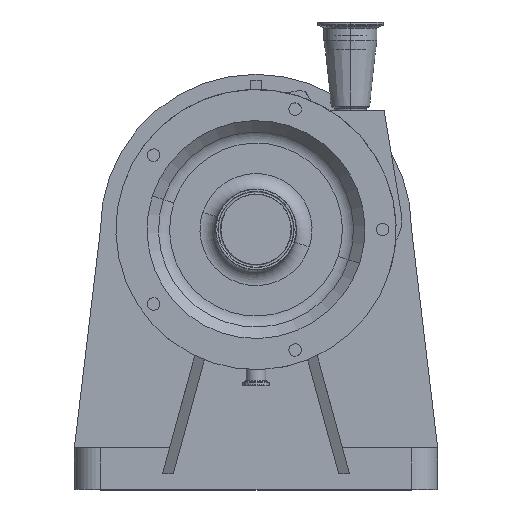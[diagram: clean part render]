
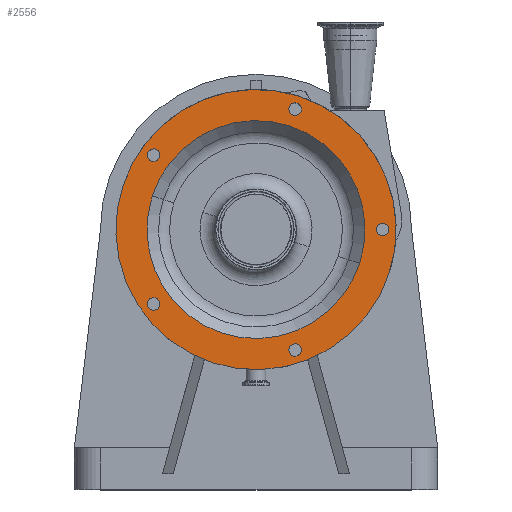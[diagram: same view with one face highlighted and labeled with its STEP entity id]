
A CAD part, top view. The second image highlights one B-rep face of the part: STEP entity #2556.
In plain terms, the highlighted planar face has unit normal (0, 0, 1).
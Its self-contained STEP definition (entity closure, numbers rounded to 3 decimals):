
#1038 = CARTESIAN_POINT ( 'NONE',  ( 0., 0., 284. ) ) ;
#1039 = CIRCLE ( 'NONE', #1041, 135. ) ;
#1040 = DIRECTION ( 'NONE',  ( 0., 0., 1. ) ) ;
#1041 = AXIS2_PLACEMENT_3D ( 'NONE', #1038, #1040, #1042 ) ;
#1042 = DIRECTION ( 'NONE',  ( 0.951, -0.309, 0. ) ) ;
#1053 = DIRECTION ( 'NONE',  ( -0.951, -0.309, 0. ) ) ;
#1054 = DIRECTION ( 'NONE',  ( 0., 0., 1. ) ) ;
#1058 = AXIS2_PLACEMENT_3D ( 'NONE', #1059, #1054, #1053 ) ;
#1059 = CARTESIAN_POINT ( 'NONE',  ( 37.7, -116.029, 284. ) ) ;
#1063 = CIRCLE ( 'NONE', #1058, 6. ) ;
#1073 = CIRCLE ( 'NONE', #1173, 6. ) ;
#1089 = CARTESIAN_POINT ( 'NONE',  ( 0., 0., 284. ) ) ;
#1090 = AXIS2_PLACEMENT_3D ( 'NONE', #1089, #1114, #1113 ) ;
#1100 = DIRECTION ( 'NONE',  ( 0.951, -0.309, 0. ) ) ;
#1101 = DIRECTION ( 'NONE',  ( 0., 0., 1. ) ) ;
#1102 = CARTESIAN_POINT ( 'NONE',  ( 37.7, 116.029, 284. ) ) ;
#1103 = AXIS2_PLACEMENT_3D ( 'NONE', #1102, #1101, #1100 ) ;
#1104 = CIRCLE ( 'NONE', #1090, 105. ) ;
#1113 = DIRECTION ( 'NONE',  ( 0.951, -0.309, 0. ) ) ;
#1114 = DIRECTION ( 'NONE',  ( 0., 0., 1. ) ) ;
#1116 = CIRCLE ( 'NONE', #1199, 6. ) ;
#1117 = DIRECTION ( 'NONE',  ( 0.588, 0.809, 0. ) ) ;
#1118 = DIRECTION ( 'NONE',  ( 0., 0., 1. ) ) ;
#1119 = CARTESIAN_POINT ( 'NONE',  ( -98.7, 71.71, 284. ) ) ;
#1120 = AXIS2_PLACEMENT_3D ( 'NONE', #1119, #1118, #1117 ) ;
#1124 = DIRECTION ( 'NONE',  ( 0., -1., 0. ) ) ;
#1125 = DIRECTION ( 'NONE',  ( 0., 0., 1. ) ) ;
#1126 = CARTESIAN_POINT ( 'NONE',  ( 122., 0., 284. ) ) ;
#1138 = DIRECTION ( 'NONE',  ( -0.951, 0.309, 0. ) ) ;
#1139 = DIRECTION ( 'NONE',  ( 0., 0., -1. ) ) ;
#1140 = CARTESIAN_POINT ( 'NONE',  ( 12.052, 37.091, 284. ) ) ;
#1148 = FACE_BOUND ( 'NONE', #2575, .T. ) ;
#1149 = FACE_OUTER_BOUND ( 'NONE', #2588, .T. ) ;
#1150 = PLANE ( 'NONE',  #1153 ) ;
#1151 = FACE_BOUND ( 'NONE', #2569, .T. ) ;
#1153 = AXIS2_PLACEMENT_3D ( 'NONE', #1140, #1139, #1138 ) ;
#1157 = CIRCLE ( 'NONE', #1103, 6. ) ;
#1173 = AXIS2_PLACEMENT_3D ( 'NONE', #1126, #1125, #1124 ) ;
#1174 = CIRCLE ( 'NONE', #1120, 6. ) ;
#1188 = FACE_BOUND ( 'NONE', #2501, .T. ) ;
#1189 = FACE_BOUND ( 'NONE', #2519, .T. ) ;
#1193 = FACE_BOUND ( 'NONE', #2550, .T. ) ;
#1195 = FACE_BOUND ( 'NONE', #2515, .T. ) ;
#1196 = DIRECTION ( 'NONE',  ( -0.588, 0.809, 0. ) ) ;
#1197 = DIRECTION ( 'NONE',  ( 0., 0., 1. ) ) ;
#1198 = CARTESIAN_POINT ( 'NONE',  ( -98.7, -71.71, 284. ) ) ;
#1199 = AXIS2_PLACEMENT_3D ( 'NONE', #1198, #1197, #1196 ) ;
#2501 = EDGE_LOOP ( 'NONE', ( #2551, #2614 ) ) ;
#2506 = ORIENTED_EDGE ( 'NONE', *, *, #2539, .F. ) ;
#2508 = ORIENTED_EDGE ( 'NONE', *, *, #3277, .F. ) ;
#2509 = EDGE_CURVE ( 'NONE', #3322, #3339, #1063, .T. ) ;
#2515 = EDGE_LOOP ( 'NONE', ( #2506, #2565 ) ) ;
#2519 = EDGE_LOOP ( 'NONE', ( #2597, #2583 ) ) ;
#2529 = ORIENTED_EDGE ( 'NONE', *, *, #2542, .F. ) ;
#2539 = EDGE_CURVE ( 'NONE', #3293, #3313, #1073, .T. ) ;
#2542 = EDGE_CURVE ( 'NONE', #3710, #3620, #1174, .T. ) ;
#2543 = ORIENTED_EDGE ( 'NONE', *, *, #3309, .F. ) ;
#2544 = ORIENTED_EDGE ( 'NONE', *, *, #2509, .F. ) ;
#2546 = EDGE_CURVE ( 'NONE', #3317, #3686, #1116, .T. ) ;
#2550 = EDGE_LOOP ( 'NONE', ( #2529, #2508 ) ) ;
#2551 = ORIENTED_EDGE ( 'NONE', *, *, #2546, .F. ) ;
#2556 = ADVANCED_FACE ( 'NONE', ( #1195, #1151, #1188, #1193, #1189, #1149, #1148 ), #1150, .F. ) ;
#2565 = ORIENTED_EDGE ( 'NONE', *, *, #3310, .F. ) ;
#2569 = EDGE_LOOP ( 'NONE', ( #2544, #2543 ) ) ;
#2575 = EDGE_LOOP ( 'NONE', ( #2598, #2578 ) ) ;
#2578 = ORIENTED_EDGE ( 'NONE', *, *, #3259, .F. ) ;
#2583 = ORIENTED_EDGE ( 'NONE', *, *, #3286, .F. ) ;
#2585 = EDGE_CURVE ( 'NONE', #3283, #3649, #1157, .T. ) ;
#2588 = EDGE_LOOP ( 'NONE', ( #2607, #2594 ) ) ;
#2591 = EDGE_CURVE ( 'NONE', #3261, #3252, #1104, .T. ) ;
#2594 = ORIENTED_EDGE ( 'NONE', *, *, #3907, .T. ) ;
#2597 = ORIENTED_EDGE ( 'NONE', *, *, #2585, .F. ) ;
#2598 = ORIENTED_EDGE ( 'NONE', *, *, #2591, .F. ) ;
#2607 = ORIENTED_EDGE ( 'NONE', *, *, #3336, .T. ) ;
#2614 = ORIENTED_EDGE ( 'NONE', *, *, #3314, .F. ) ;
#3252 = VERTEX_POINT ( 'NONE', #5494 ) ;
#3259 = EDGE_CURVE ( 'NONE', #3252, #3261, #5536, .T. ) ;
#3261 = VERTEX_POINT ( 'NONE', #5538 ) ;
#3277 = EDGE_CURVE ( 'NONE', #3620, #3710, #5622, .T. ) ;
#3283 = VERTEX_POINT ( 'NONE', #7717 ) ;
#3286 = EDGE_CURVE ( 'NONE', #3649, #3283, #7711, .T. ) ;
#3293 = VERTEX_POINT ( 'NONE', #7788 ) ;
#3309 = EDGE_CURVE ( 'NONE', #3339, #3322, #7734, .T. ) ;
#3310 = EDGE_CURVE ( 'NONE', #3313, #3293, #7763, .T. ) ;
#3313 = VERTEX_POINT ( 'NONE', #7751 ) ;
#3314 = EDGE_CURVE ( 'NONE', #3686, #3317, #7757, .T. ) ;
#3317 = VERTEX_POINT ( 'NONE', #7925 ) ;
#3322 = VERTEX_POINT ( 'NONE', #7997 ) ;
#3336 = EDGE_CURVE ( 'NONE', #3360, #3369, #7778, .T. ) ;
#3339 = VERTEX_POINT ( 'NONE', #8004 ) ;
#3360 = VERTEX_POINT ( 'NONE', #7007 ) ;
#3369 = VERTEX_POINT ( 'NONE', #7012 ) ;
#3620 = VERTEX_POINT ( 'NONE', #7328 ) ;
#3649 = VERTEX_POINT ( 'NONE', #7390 ) ;
#3686 = VERTEX_POINT ( 'NONE', #7574 ) ;
#3710 = VERTEX_POINT ( 'NONE', #7651 ) ;
#3907 = EDGE_CURVE ( 'NONE', #3369, #3360, #1039, .T. ) ;
#5494 = CARTESIAN_POINT ( 'NONE',  ( -99.861, 32.447, 284. ) ) ;
#5535 = CARTESIAN_POINT ( 'NONE',  ( 0., 0., 284. ) ) ;
#5536 = CIRCLE ( 'NONE', #5540, 105. ) ;
#5538 = CARTESIAN_POINT ( 'NONE',  ( 99.861, -32.447, 284. ) ) ;
#5539 = DIRECTION ( 'NONE',  ( 0.951, -0.309, 0. ) ) ;
#5540 = AXIS2_PLACEMENT_3D ( 'NONE', #5535, #5543, #5539 ) ;
#5543 = DIRECTION ( 'NONE',  ( 0., 0., 1. ) ) ;
#5584 = DIRECTION ( 'NONE',  ( 0.588, 0.809, 0. ) ) ;
#5585 = DIRECTION ( 'NONE',  ( 0., 0., 1. ) ) ;
#5593 = AXIS2_PLACEMENT_3D ( 'NONE', #5613, #5585, #5584 ) ;
#5613 = CARTESIAN_POINT ( 'NONE',  ( -98.7, 71.71, 284. ) ) ;
#5622 = CIRCLE ( 'NONE', #5593, 6. ) ;
#7007 = CARTESIAN_POINT ( 'NONE',  ( 128.393, -41.717, 284. ) ) ;
#7012 = CARTESIAN_POINT ( 'NONE',  ( -128.393, 41.717, 284. ) ) ;
#7328 = CARTESIAN_POINT ( 'NONE',  ( -102.227, 66.856, 284. ) ) ;
#7390 = CARTESIAN_POINT ( 'NONE',  ( 31.994, 117.883, 284. ) ) ;
#7574 = CARTESIAN_POINT ( 'NONE',  ( -95.173, -76.564, 284. ) ) ;
#7651 = CARTESIAN_POINT ( 'NONE',  ( -95.173, 76.564, 284. ) ) ;
#7687 = CARTESIAN_POINT ( 'NONE',  ( 37.7, 116.029, 284. ) ) ;
#7689 = DIRECTION ( 'NONE',  ( 0.951, -0.309, 0. ) ) ;
#7690 = DIRECTION ( 'NONE',  ( 0., 0., 1. ) ) ;
#7698 = AXIS2_PLACEMENT_3D ( 'NONE', #7687, #7690, #7689 ) ;
#7711 = CIRCLE ( 'NONE', #7698, 6. ) ;
#7717 = CARTESIAN_POINT ( 'NONE',  ( 43.406, 114.175, 284. ) ) ;
#7734 = CIRCLE ( 'NONE', #7742, 6. ) ;
#7739 = DIRECTION ( 'NONE',  ( 0., 0., 1. ) ) ;
#7741 = CARTESIAN_POINT ( 'NONE',  ( 37.7, -116.029, 284. ) ) ;
#7742 = AXIS2_PLACEMENT_3D ( 'NONE', #7741, #7739, #7752 ) ;
#7751 = CARTESIAN_POINT ( 'NONE',  ( 122., 6., 284. ) ) ;
#7752 = DIRECTION ( 'NONE',  ( -0.951, -0.309, 0. ) ) ;
#7755 = DIRECTION ( 'NONE',  ( 0., 0., 1. ) ) ;
#7757 = CIRCLE ( 'NONE', #7775, 6. ) ;
#7759 = DIRECTION ( 'NONE',  ( 0., 0., 1. ) ) ;
#7763 = CIRCLE ( 'NONE', #7766, 6. ) ;
#7766 = AXIS2_PLACEMENT_3D ( 'NONE', #7771, #7759, #7772 ) ;
#7771 = CARTESIAN_POINT ( 'NONE',  ( 122., 0., 284. ) ) ;
#7772 = DIRECTION ( 'NONE',  ( 0., -1., 0. ) ) ;
#7773 = CARTESIAN_POINT ( 'NONE',  ( -98.7, -71.71, 284. ) ) ;
#7775 = AXIS2_PLACEMENT_3D ( 'NONE', #7773, #7755, #7776 ) ;
#7776 = DIRECTION ( 'NONE',  ( -0.588, 0.809, 0. ) ) ;
#7777 = DIRECTION ( 'NONE',  ( 0., 0., 1. ) ) ;
#7778 = CIRCLE ( 'NONE', #7781, 135. ) ;
#7779 = DIRECTION ( 'NONE',  ( 0.951, -0.309, 0. ) ) ;
#7780 = CARTESIAN_POINT ( 'NONE',  ( 0., 0., 284. ) ) ;
#7781 = AXIS2_PLACEMENT_3D ( 'NONE', #7780, #7777, #7779 ) ;
#7788 = CARTESIAN_POINT ( 'NONE',  ( 122., -6., 284. ) ) ;
#7925 = CARTESIAN_POINT ( 'NONE',  ( -102.227, -66.856, 284. ) ) ;
#7997 = CARTESIAN_POINT ( 'NONE',  ( 31.994, -117.883, 284. ) ) ;
#8004 = CARTESIAN_POINT ( 'NONE',  ( 43.406, -114.175, 284. ) ) ;
